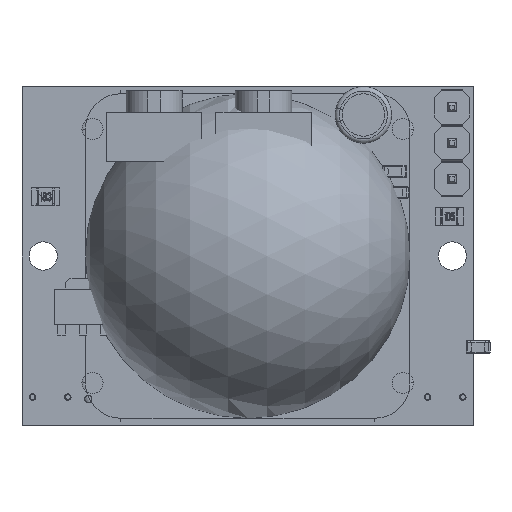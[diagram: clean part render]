
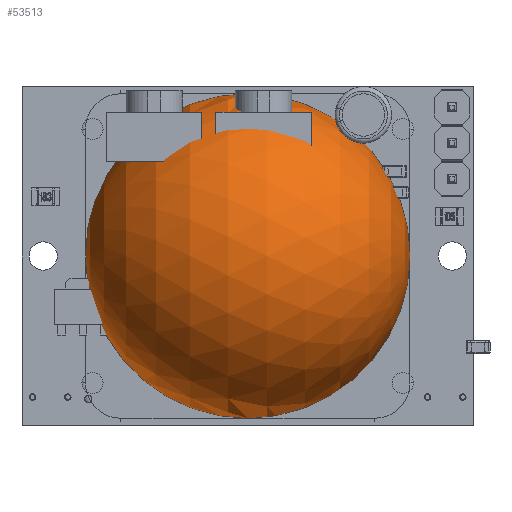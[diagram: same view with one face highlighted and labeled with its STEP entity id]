
A CAD part, front view. The second image highlights one B-rep face of the part: STEP entity #53513.
In plain terms, the highlighted spherical face has radius 11.5 mm.
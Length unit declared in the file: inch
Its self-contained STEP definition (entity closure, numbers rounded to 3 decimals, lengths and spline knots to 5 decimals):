
#78=SPHERICAL_SURFACE('',#57756,0.45276);
#16506=FACE_OUTER_BOUND('',#19613,.T.);
#19613=EDGE_LOOP('',(#44880,#44881,#44882,#44883));
#21579=CIRCLE('',#57757,0.45276);
#21580=CIRCLE('',#57758,0.45276);
#21581=CIRCLE('',#57759,0.45276);
#21582=CIRCLE('',#57760,0.45276);
#25305=VERTEX_POINT('',#90709);
#25306=VERTEX_POINT('',#90710);
#25307=VERTEX_POINT('',#90712);
#25308=VERTEX_POINT('',#90714);
#32048=EDGE_CURVE('',#25305,#25306,#21579,.T.);
#32049=EDGE_CURVE('',#25307,#25305,#21580,.T.);
#32050=EDGE_CURVE('',#25308,#25307,#21581,.T.);
#32051=EDGE_CURVE('',#25306,#25308,#21582,.T.);
#44880=ORIENTED_EDGE('',*,*,#32048,.F.);
#44881=ORIENTED_EDGE('',*,*,#32049,.F.);
#44882=ORIENTED_EDGE('',*,*,#32050,.F.);
#44883=ORIENTED_EDGE('',*,*,#32051,.F.);
#53513=ADVANCED_FACE('',(#16506),#78,.T.);
#57756=AXIS2_PLACEMENT_3D('',#90708,#68459,#68460);
#57757=AXIS2_PLACEMENT_3D('',#90711,#68461,#68462);
#57758=AXIS2_PLACEMENT_3D('',#90713,#68463,#68464);
#57759=AXIS2_PLACEMENT_3D('',#90715,#68465,#68466);
#57760=AXIS2_PLACEMENT_3D('',#90716,#68467,#68468);
#68459=DIRECTION('center_axis',(1.,0.,0.));
#68460=DIRECTION('ref_axis',(0.,0.,-1.));
#68461=DIRECTION('center_axis',(0.,-1.,0.));
#68462=DIRECTION('ref_axis',(0.,0.,-1.));
#68463=DIRECTION('center_axis',(0.,-1.,0.));
#68464=DIRECTION('ref_axis',(0.,0.,-1.));
#68465=DIRECTION('center_axis',(0.,-1.,0.));
#68466=DIRECTION('ref_axis',(0.,0.,-1.));
#68467=DIRECTION('center_axis',(0.,-1.,0.));
#68468=DIRECTION('ref_axis',(0.,0.,-1.));
#90708=CARTESIAN_POINT('Origin',(0.,0.07874,0.));
#90709=CARTESIAN_POINT('',(0.45276,0.07874,0.));
#90710=CARTESIAN_POINT('',(0.,0.07874,0.45276));
#90711=CARTESIAN_POINT('Origin',(0.,0.07874,0.));
#90712=CARTESIAN_POINT('',(0.,0.07874,-0.45276));
#90713=CARTESIAN_POINT('Origin',(0.,0.07874,0.));
#90714=CARTESIAN_POINT('',(-0.45276,0.07874,0.));
#90715=CARTESIAN_POINT('Origin',(0.,0.07874,0.));
#90716=CARTESIAN_POINT('Origin',(0.,0.07874,0.));
